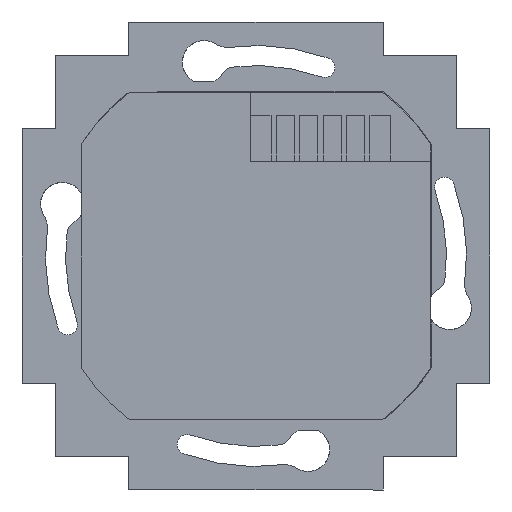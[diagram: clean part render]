
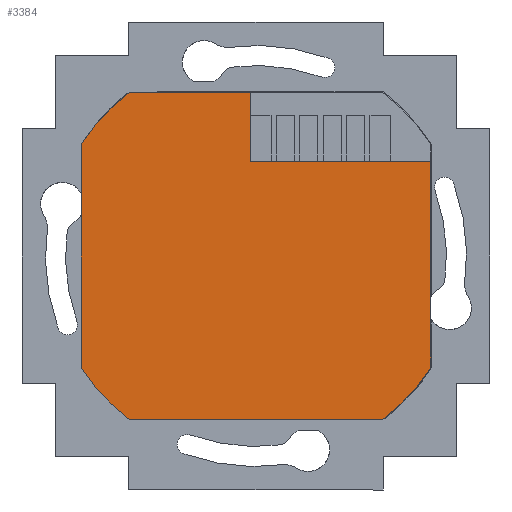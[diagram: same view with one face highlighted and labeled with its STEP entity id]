
A CAD part, front view. The second image highlights one B-rep face of the part: STEP entity #3384.
In plain terms, the highlighted planar face has unit normal (0, -1, 0).
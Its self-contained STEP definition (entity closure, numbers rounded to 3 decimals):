
#79=CIRCLE('',#3563,31.);
#80=CIRCLE('',#3564,31.);
#81=CIRCLE('',#3565,31.);
#254=FACE_OUTER_BOUND('',#427,.T.);
#427=EDGE_LOOP('',(#2258,#2259,#2260,#2261,#2262,#2263,#2264,#2265,#2266));
#638=LINE('',#4873,#1013);
#641=LINE('',#4879,#1016);
#642=LINE('',#4881,#1017);
#643=LINE('',#4883,#1018);
#644=LINE('',#4887,#1019);
#645=LINE('',#4891,#1020);
#1013=VECTOR('',#3891,10.);
#1016=VECTOR('',#3896,10.);
#1017=VECTOR('',#3897,10.);
#1018=VECTOR('',#3898,10.);
#1019=VECTOR('',#3901,10.);
#1020=VECTOR('',#3904,10.);
#1386=VERTEX_POINT('',#4870);
#1387=VERTEX_POINT('',#4872);
#1389=VERTEX_POINT('',#4878);
#1390=VERTEX_POINT('',#4880);
#1391=VERTEX_POINT('',#4882);
#1392=VERTEX_POINT('',#4884);
#1393=VERTEX_POINT('',#4886);
#1394=VERTEX_POINT('',#4888);
#1395=VERTEX_POINT('',#4890);
#1732=EDGE_CURVE('',#1387,#1386,#638,.T.);
#1735=EDGE_CURVE('',#1386,#1389,#641,.T.);
#1736=EDGE_CURVE('',#1389,#1390,#642,.T.);
#1737=EDGE_CURVE('',#1390,#1391,#643,.T.);
#1738=EDGE_CURVE('',#1391,#1392,#79,.T.);
#1739=EDGE_CURVE('',#1392,#1393,#644,.T.);
#1740=EDGE_CURVE('',#1393,#1394,#80,.T.);
#1741=EDGE_CURVE('',#1394,#1395,#645,.T.);
#1742=EDGE_CURVE('',#1395,#1387,#81,.T.);
#2258=ORIENTED_EDGE('',*,*,#1735,.T.);
#2259=ORIENTED_EDGE('',*,*,#1736,.T.);
#2260=ORIENTED_EDGE('',*,*,#1737,.T.);
#2261=ORIENTED_EDGE('',*,*,#1738,.T.);
#2262=ORIENTED_EDGE('',*,*,#1739,.T.);
#2263=ORIENTED_EDGE('',*,*,#1740,.T.);
#2264=ORIENTED_EDGE('',*,*,#1741,.T.);
#2265=ORIENTED_EDGE('',*,*,#1742,.T.);
#2266=ORIENTED_EDGE('',*,*,#1732,.T.);
#3272=PLANE('',#3562);
#3384=ADVANCED_FACE('',(#254),#3272,.T.);
#3562=AXIS2_PLACEMENT_3D('',#4877,#3894,#3895);
#3563=AXIS2_PLACEMENT_3D('',#4885,#3899,#3900);
#3564=AXIS2_PLACEMENT_3D('',#4889,#3902,#3903);
#3565=AXIS2_PLACEMENT_3D('',#4892,#3905,#3906);
#3891=DIRECTION('',(0.,0.,1.));
#3894=DIRECTION('center_axis',(0.,-1.,0.));
#3895=DIRECTION('ref_axis',(1.,0.,0.));
#3896=DIRECTION('',(-1.,0.,0.));
#3897=DIRECTION('',(0.,0.,1.));
#3898=DIRECTION('',(-1.,0.,0.));
#3899=DIRECTION('center_axis',(0.,-1.,0.));
#3900=DIRECTION('ref_axis',(-0.613,0.,0.79));
#3901=DIRECTION('',(0.,0.,-1.));
#3902=DIRECTION('center_axis',(0.,-1.,0.));
#3903=DIRECTION('ref_axis',(-0.844,0.,-0.536));
#3904=DIRECTION('',(1.,0.,0.));
#3905=DIRECTION('center_axis',(0.,-1.,0.));
#3906=DIRECTION('ref_axis',(0.613,0.,-0.79));
#4870=CARTESIAN_POINT('',(26.175,-9.104,14.2));
#4872=CARTESIAN_POINT('',(26.175,-9.104,-16.609));
#4873=CARTESIAN_POINT('',(26.175,-9.104,-16.609));
#4877=CARTESIAN_POINT('Origin',(0.,-9.104,
0.));
#4878=CARTESIAN_POINT('',(-0.825,-9.104,14.2));
#4879=CARTESIAN_POINT('',(3.272,-9.104,14.2));
#4880=CARTESIAN_POINT('',(-0.825,-9.104,24.5));
#4881=CARTESIAN_POINT('',(-0.825,-9.104,6.5));
#4882=CARTESIAN_POINT('',(-18.994,-9.104,24.5));
#4883=CARTESIAN_POINT('',(18.993,-9.104,24.5));
#4884=CARTESIAN_POINT('',(-26.175,-9.104,16.61));
#4885=CARTESIAN_POINT('Origin',(0.,-9.104,
0.));
#4886=CARTESIAN_POINT('',(-26.175,-9.104,-16.609));
#4887=CARTESIAN_POINT('',(-26.175,-9.104,16.61));
#4888=CARTESIAN_POINT('',(-18.994,-9.104,-24.5));
#4889=CARTESIAN_POINT('Origin',(0.,-9.104,
0.));
#4890=CARTESIAN_POINT('',(18.993,-9.104,-24.5));
#4891=CARTESIAN_POINT('',(-18.994,-9.104,-24.5));
#4892=CARTESIAN_POINT('Origin',(0.,-9.104,
0.));
